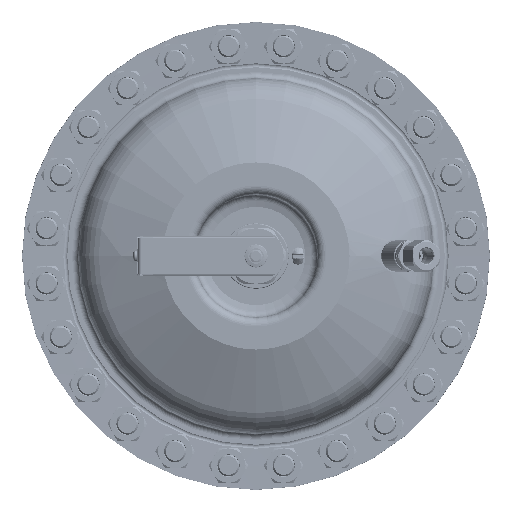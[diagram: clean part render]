
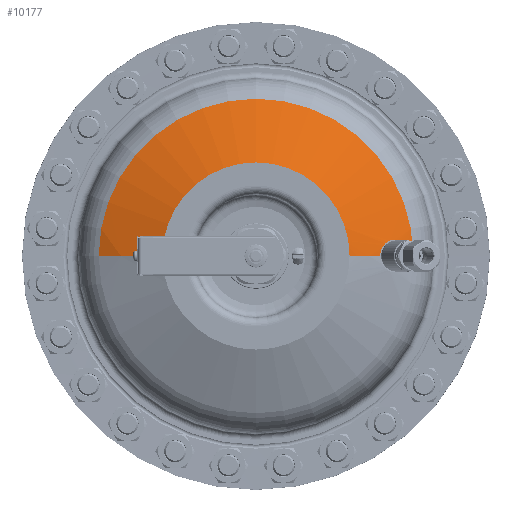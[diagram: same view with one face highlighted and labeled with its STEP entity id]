
A CAD part, front view. The second image highlights one B-rep face of the part: STEP entity #10177.
In plain terms, the highlighted spherical face has radius 224 mm.
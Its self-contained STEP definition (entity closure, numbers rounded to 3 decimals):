
#8190=CARTESIAN_POINT('',(89.216,42.198,0.));
#8191=DIRECTION('',(-0.399,-0.917,0.));
#8192=DIRECTION('',(-0.917,0.399,0.));
#8193=AXIS2_PLACEMENT_3D('',#8190,#8191,#8192);
#8195=CARTESIAN_POINT('',(0.,-163.,0.));
#8196=DIRECTION('',(0.,0.,1.));
#8197=DIRECTION('',(0.355,0.935,0.));
#8198=AXIS2_PLACEMENT_3D('',#8195,#8196,#8197);
#8200=CARTESIAN_POINT('',(0.,53.604,0.));
#8201=DIRECTION('',(0.,1.,0.));
#8202=DIRECTION('',(1.,0.,0.));
#8203=AXIS2_PLACEMENT_3D('',#8200,#8201,#8202);
#8205=CARTESIAN_POINT('',(0.,-163.,0.));
#8206=DIRECTION('',(0.,0.,1.));
#8207=DIRECTION('',(-0.255,0.967,0.));
#8208=AXIS2_PLACEMENT_3D('',#8205,#8206,#8207);
#8210=CARTESIAN_POINT('',(0.,-163.,0.));
#8211=DIRECTION('',(0.,0.,1.));
#8212=DIRECTION('',(0.45,0.893,0.));
#8213=AXIS2_PLACEMENT_3D('',#8210,#8211,#8212);
#8215=CARTESIAN_POINT('',(89.217,42.198,0.));
#8216=DIRECTION('',(-0.399,-0.917,0.));
#8217=DIRECTION('',(0.,0.,-1.));
#8218=AXIS2_PLACEMENT_3D('',#8215,#8216,#8217);
#8250=CARTESIAN_POINT('',(0.,37.038,0.));
#8251=DIRECTION('',(0.,-1.,0.));
#8252=DIRECTION('',(-1.,0.,0.));
#8253=AXIS2_PLACEMENT_3D('',#8250,#8251,#8252);
#8707=CARTESIAN_POINT('',(89.216,42.198,-10.5));
#8708=VERTEX_POINT('',#8707);
#8723=CARTESIAN_POINT('',(-100.8,37.038,0.));
#8725=VERTEX_POINT('',#8723);
#8735=CARTESIAN_POINT('',(100.8,37.038,0.));
#8737=VERTEX_POINT('',#8735);
#8806=CARTESIAN_POINT('',(57.086,53.604,0.));
#8808=VERTEX_POINT('',#8806);
#8816=CARTESIAN_POINT('',(-57.086,53.604,
0.));
#8818=VERTEX_POINT('',#8816);
#8843=CARTESIAN_POINT('',(79.587,46.385,0.));
#8844=VERTEX_POINT('',#8843);
#8845=CARTESIAN_POINT('',(98.846,38.011,
0.));
#8846=VERTEX_POINT('',#8845);
#10158=CARTESIAN_POINT('',(0.,-163.,0.));
#10159=DIRECTION('',(0.,-1.,0.));
#10160=DIRECTION('',(-1.,0.,0.));
#10161=AXIS2_PLACEMENT_3D('',#10158,#10159,#10160);
#10162=SPHERICAL_SURFACE('',#10161,224.);
#10163=ORIENTED_EDGE('',*,*,#10138,.F.);
#10165=ORIENTED_EDGE('',*,*,#10164,.T.);
#10167=ORIENTED_EDGE('',*,*,#10166,.T.);
#10169=ORIENTED_EDGE('',*,*,#10168,.T.);
#10171=ORIENTED_EDGE('',*,*,#10170,.T.);
#10173=ORIENTED_EDGE('',*,*,#10172,.T.);
#10174=ORIENTED_EDGE('',*,*,#10149,.F.);
#10175=EDGE_LOOP('',(#10163,#10165,#10167,#10169,#10171,#10173,#10174));
#10176=FACE_OUTER_BOUND('',#10175,.F.);
#10177=ADVANCED_FACE('',(#10176),#10162,.T.);
#8194=CIRCLE('',#8193,10.5);
#8199=CIRCLE('',#8198,224.);
#8204=CIRCLE('',#8203,57.086);
#8209=CIRCLE('',#8208,224.);
#8214=CIRCLE('',#8213,224.);
#8219=CIRCLE('',#8218,10.5);
#8254=CIRCLE('',#8253,100.8);
#10138=EDGE_CURVE('',#8844,#8708,#8194,.T.);
#10149=EDGE_CURVE('',#8708,#8846,#8219,.T.);
#10164=EDGE_CURVE('',#8844,#8808,#8199,.T.);
#10166=EDGE_CURVE('',#8808,#8818,#8204,.T.);
#10168=EDGE_CURVE('',#8818,#8725,#8209,.T.);
#10170=EDGE_CURVE('',#8725,#8737,#8254,.T.);
#10172=EDGE_CURVE('',#8737,#8846,#8214,.T.);
